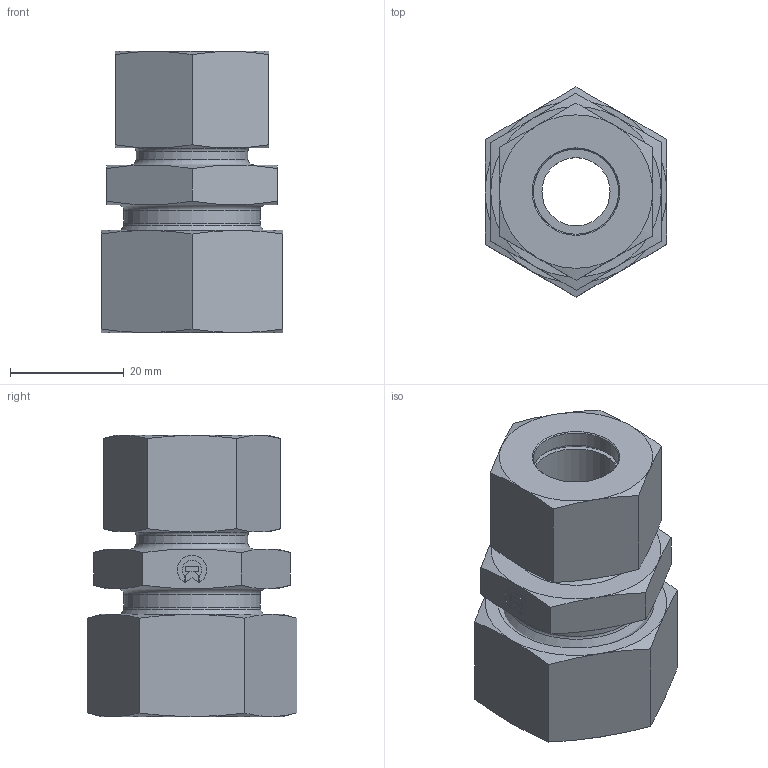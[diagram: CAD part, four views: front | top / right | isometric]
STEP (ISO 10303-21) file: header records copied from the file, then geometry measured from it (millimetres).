
FILE_DESCRIPTION((''),'2;1');
FILE_NAME('325181527222.stp','2014-08-15T16:20:19',(''),('KNOMI spol. s r. o.'),'Autodesk Inventor 2012','Autodesk Inventor 2012','');
FILE_SCHEMA(('AUTOMOTIVE_DESIGN { 1 2 10303 214 0 1 1 1 }'));
Length unit declared in the file: millimetre
Products named in the file (6): PSR2K Tr18/15 M27x2/M22; 315 1815 27222; 3911522; 40115; 39318272; 40118
Assembly tree (5 placements, depth 2):
  PSR2K Tr18/15 M27x2/M22
    315 1815 27222
    3911522
    40115
    39318272
    40118
Bounding box: 32.01 x 36.95 x 49.5 mm (x, y, z)
Volume: 25777.4 mm3; surface area: 15495.5 mm2
Topology: 5 solids, 5 shells, 147 faces, 340 edges, 219 vertices
Faces by surface type: plane 62, cone 57, cylinder 22, torus 6
Full cylindrical faces by diameter (mm): 12 x1, 15 x4, 17.3 x1, 18 x3, 19.7 x1, 20 x1, 20.3 x1, 20.376 x1, 22 x1, 23 x1, 24 x1, 24.835 x1, 27 x1
Entity records: 4077 total; most frequent: CARTESIAN_POINT 782, DIRECTION 626, ORIENTED_EDGE 548, EDGE_CURVE 274, AXIS2_PLACEMENT_3D 258, EDGE_LOOP 210, VERTEX_POINT 190, STYLED_ITEM 160
